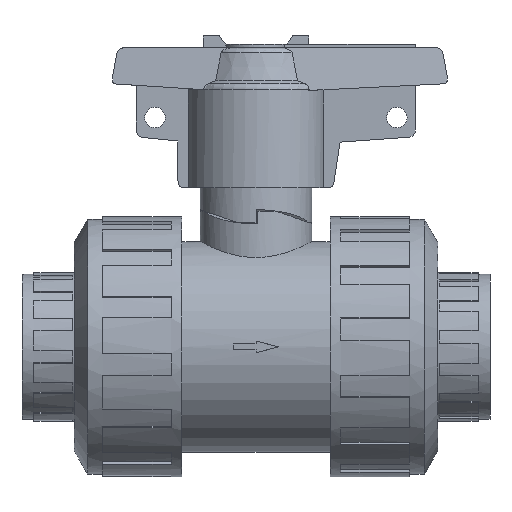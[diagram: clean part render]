
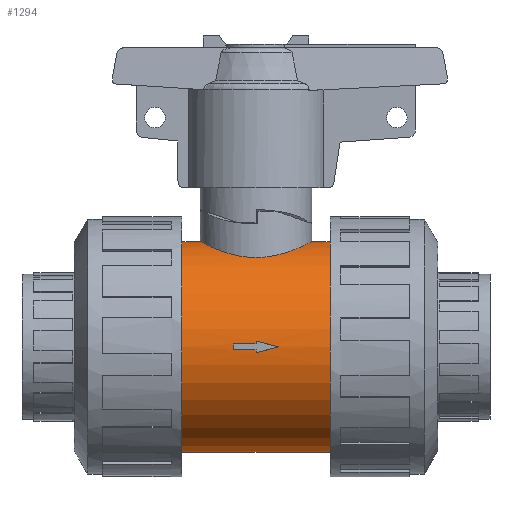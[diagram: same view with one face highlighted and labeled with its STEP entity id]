
A CAD part, front view. The second image highlights one B-rep face of the part: STEP entity #1294.
In plain terms, the highlighted cylindrical face has radius 28.35 mm (diameter 56.7 mm), a partial arc.
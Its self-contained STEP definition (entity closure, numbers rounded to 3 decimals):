
#1294=ADVANCED_FACE('',(#2614,#2615),#2616,.T.);
#2614=FACE_OUTER_BOUND('',#3941,.T.);
#2615=FACE_BOUND('',#3942,.T.);
#2616=CYLINDRICAL_SURFACE('',#3943,28.35);
#3941=EDGE_LOOP('',(#8020,#8021,#8022,#8023,#8024,#8025,#8026));
#3942=EDGE_LOOP('',(#8027,#8028,#8029,#8030,#8031,#8032,#8033));
#3943=AXIS2_PLACEMENT_3D('',#8034,#8035,#8036);
#8020=ORIENTED_EDGE('',*,*,#8169,.T.);
#8021=ORIENTED_EDGE('',*,*,#9765,.T.);
#8022=ORIENTED_EDGE('',*,*,#8172,.T.);
#8023=ORIENTED_EDGE('',*,*,#9766,.T.);
#8024=ORIENTED_EDGE('',*,*,#9767,.T.);
#8025=ORIENTED_EDGE('',*,*,#8171,.T.);
#8026=ORIENTED_EDGE('',*,*,#9768,.T.);
#8027=ORIENTED_EDGE('',*,*,#9749,.T.);
#8028=ORIENTED_EDGE('',*,*,#9738,.T.);
#8029=ORIENTED_EDGE('',*,*,#9727,.T.);
#8030=ORIENTED_EDGE('',*,*,#9714,.T.);
#8031=ORIENTED_EDGE('',*,*,#9719,.T.);
#8032=ORIENTED_EDGE('',*,*,#9731,.T.);
#8033=ORIENTED_EDGE('',*,*,#9742,.T.);
#8034=CARTESIAN_POINT('',(0.0,0.0,0.0));
#8035=DIRECTION('',(1.0,0.0,0.0));
#8036=DIRECTION('',(0.0,0.0,-1.0));
#8169=EDGE_CURVE('',#9842,#9843,#9844,.T.);
#8171=EDGE_CURVE('',#9810,#9845,#9847,.T.);
#8172=EDGE_CURVE('',#9848,#9807,#9849,.T.);
#9714=EDGE_CURVE('',#12142,#12143,#12144,.T.);
#9719=EDGE_CURVE('',#12143,#12151,#12152,.T.);
#9727=EDGE_CURVE('',#12163,#12142,#12164,.T.);
#9731=EDGE_CURVE('',#12151,#12169,#12170,.T.);
#9738=EDGE_CURVE('',#12179,#12163,#12180,.T.);
#9742=EDGE_CURVE('',#12169,#12185,#12186,.T.);
#9749=EDGE_CURVE('',#12185,#12179,#12195,.T.);
#9765=EDGE_CURVE('',#9843,#9848,#12214,.T.);
#9766=EDGE_CURVE('',#9807,#12215,#12216,.T.);
#9767=EDGE_CURVE('',#12215,#9810,#12217,.T.);
#9768=EDGE_CURVE('',#9845,#9842,#12218,.T.);
#9807=VERTEX_POINT('',#12262);
#9810=VERTEX_POINT('',#12266);
#9842=VERTEX_POINT('',#12340);
#9843=VERTEX_POINT('',#12341);
#9844=LINE('',#12342,#12343);
#9845=VERTEX_POINT('',#12344);
#9847=LINE('',#12346,#12347);
#9848=VERTEX_POINT('',#12348);
#9849=LINE('',#12349,#12350);
#12142=VERTEX_POINT('',#15924);
#12143=VERTEX_POINT('',#15925);
#12144=LINE('',#15926,#15927);
#12151=VERTEX_POINT('',#15937);
#12152=CIRCLE('',#15938,28.35);
#12163=VERTEX_POINT('',#15954);
#12164=CIRCLE('',#15955,28.35);
#12169=VERTEX_POINT('',#15962);
#12170=ELLIPSE('',#15963,111.34,28.35);
#12179=VERTEX_POINT('',#15976);
#12180=LINE('',#15977,#15978);
#12185=VERTEX_POINT('',#15985);
#12186=ELLIPSE('',#15986,111.34,28.35);
#12195=CIRCLE('',#15999,28.35);
#12214=CIRCLE('',#16026,28.35);
#12215=VERTEX_POINT('',#16027);
#12216=B_SPLINE_CURVE_WITH_KNOTS('',3,(#16028,#16029,#16030,#16031,#16032,#16033,#16034,#16035,#16036,#16037,#16038,#16039,#16040,#16041,#16042,#16043,#16044,#16045,#16046,#16047),.UNSPECIFIED.,.F.,.F.,(4,2,2,2,2,2,2,2,2,4),(69.337,72.221,75.105,77.989,80.873,83.767,86.661,89.555,91.002,92.449),.UNSPECIFIED.);
#12217=B_SPLINE_CURVE_WITH_KNOTS('',3,(#16048,#16049,#16050,#16051,#16052,#16053,#16054,#16055,#16056,#16057,#16058,#16059,#16060,#16061,#16062,#16063,#16064,#16065,#16066,#16067),.UNSPECIFIED.,.F.,.F.,(4,2,2,2,2,2,2,2,2,4),(0.0,1.447,2.894,5.788,8.682,11.577,14.461,17.344,20.228,23.112),.UNSPECIFIED.);
#12218=CIRCLE('',#16068,28.35);
#12262=CARTESIAN_POINT('',(14.99,0.,28.35));
#12266=CARTESIAN_POINT('',(-14.99,0.,28.35));
#12340=CARTESIAN_POINT('',(-19.941,0.,-28.35));
#12341=CARTESIAN_POINT('',(19.941,0.,-28.35));
#12342=CARTESIAN_POINT('',(0.0,0.,-28.35));
#12343=VECTOR('',#16144,1.0);
#12344=CARTESIAN_POINT('',(-19.941,0.,28.35));
#12346=CARTESIAN_POINT('',(0.0,0.,28.35));
#12347=VECTOR('',#16148,1.0);
#12348=CARTESIAN_POINT('',(19.941,0.,28.35));
#12349=CARTESIAN_POINT('',(0.0,0.,28.35));
#12350=VECTOR('',#16149,1.0);
#15924=CARTESIAN_POINT('',(-5.968,-28.339,0.786));
#15925=CARTESIAN_POINT('',(0.0,-28.339,0.786));
#15926=CARTESIAN_POINT('',(-2.984,-28.339,0.786));
#15927=VECTOR('',#18027,1.0);
#15937=CARTESIAN_POINT('',(0.0,-28.306,1.571));
#15938=AXIS2_PLACEMENT_3D('',#18031,#18032,#18033);
#15954=CARTESIAN_POINT('',(-5.968,-28.339,-0.786));
#15955=AXIS2_PLACEMENT_3D('',#18039,#18040,#18041);
#15962=CARTESIAN_POINT('',(5.968,-28.35,0.0));
#15963=AXIS2_PLACEMENT_3D('',#18044,#18045,#18046);
#15976=CARTESIAN_POINT('',(0.0,-28.339,-0.786));
#15977=CARTESIAN_POINT('',(-2.984,-28.339,-0.786));
#15978=VECTOR('',#18051,1.0);
#15985=CARTESIAN_POINT('',(0.0,-28.306,-1.571));
#15986=AXIS2_PLACEMENT_3D('',#18054,#18055,#18056);
#15999=AXIS2_PLACEMENT_3D('',#18061,#18062,#18063);
#16026=AXIS2_PLACEMENT_3D('',#18072,#18073,#18074);
#16027=CARTESIAN_POINT('',(0.0,-14.99,24.063));
#16028=CARTESIAN_POINT('',(14.99,0.,28.35));
#16029=CARTESIAN_POINT('',(14.99,-0.961,28.35));
#16030=CARTESIAN_POINT('',(14.896,-1.95,28.3));
#16031=CARTESIAN_POINT('',(14.507,-3.903,28.097));
#16032=CARTESIAN_POINT('',(14.212,-4.869,27.945));
#16033=CARTESIAN_POINT('',(13.441,-6.711,27.56));
#16034=CARTESIAN_POINT('',(12.964,-7.589,27.329));
#16035=CARTESIAN_POINT('',(11.87,-9.206,26.827));
#16036=CARTESIAN_POINT('',(11.253,-9.946,26.557));
#16037=CARTESIAN_POINT('',(9.944,-11.256,26.03));
#16038=CARTESIAN_POINT('',(9.203,-11.873,25.751));
#16039=CARTESIAN_POINT('',(7.586,-12.966,25.219));
#16040=CARTESIAN_POINT('',(6.709,-13.442,24.965));
#16041=CARTESIAN_POINT('',(4.871,-14.211,24.535));
#16042=CARTESIAN_POINT('',(3.907,-14.506,24.359));
#16043=CARTESIAN_POINT('',(2.442,-14.798,24.182));
#16044=CARTESIAN_POINT('',(1.951,-14.871,24.137));
#16045=CARTESIAN_POINT('',(0.971,-14.967,24.077));
#16046=CARTESIAN_POINT('',(0.482,-14.99,24.063));
#16047=CARTESIAN_POINT('',(0.0,-14.99,24.063));
#16048=CARTESIAN_POINT('',(0.0,-14.99,24.063));
#16049=CARTESIAN_POINT('',(-0.482,-14.99,24.063));
#16050=CARTESIAN_POINT('',(-0.971,-14.967,24.077));
#16051=CARTESIAN_POINT('',(-1.951,-14.871,24.137));
#16052=CARTESIAN_POINT('',(-2.442,-14.798,24.182));
#16053=CARTESIAN_POINT('',(-3.907,-14.506,24.359));
#16054=CARTESIAN_POINT('',(-4.871,-14.211,24.535));
#16055=CARTESIAN_POINT('',(-6.709,-13.442,24.965));
#16056=CARTESIAN_POINT('',(-7.586,-12.966,25.219));
#16057=CARTESIAN_POINT('',(-9.203,-11.873,25.751));
#16058=CARTESIAN_POINT('',(-9.944,-11.256,26.03));
#16059=CARTESIAN_POINT('',(-11.253,-9.946,26.557));
#16060=CARTESIAN_POINT('',(-11.87,-9.206,26.827));
#16061=CARTESIAN_POINT('',(-12.964,-7.589,27.329));
#16062=CARTESIAN_POINT('',(-13.441,-6.711,27.56));
#16063=CARTESIAN_POINT('',(-14.212,-4.869,27.945));
#16064=CARTESIAN_POINT('',(-14.507,-3.903,28.097));
#16065=CARTESIAN_POINT('',(-14.896,-1.95,28.3));
#16066=CARTESIAN_POINT('',(-14.99,-0.961,28.35));
#16067=CARTESIAN_POINT('',(-14.99,0.,28.35));
#16068=AXIS2_PLACEMENT_3D('',#18075,#18076,#18077);
#16144=DIRECTION('',(1.0,0.0,0.0));
#16148=DIRECTION('',(-1.0,-0.0,-0.0));
#16149=DIRECTION('',(-1.0,-0.0,-0.0));
#18027=DIRECTION('',(1.0,0.0,0.0));
#18031=CARTESIAN_POINT('',(0.0,0.0,0.0));
#18032=DIRECTION('',(-1.0,0.0,0.0));
#18033=DIRECTION('',(0.0,0.0,-1.0));
#18039=CARTESIAN_POINT('',(-5.968,0.0,0.0));
#18040=DIRECTION('',(-1.0,0.0,0.0));
#18041=DIRECTION('',(0.0,0.0,-1.0));
#18044=CARTESIAN_POINT('',(5.968,0.0,0.0));
#18045=DIRECTION('',(0.255,-0.0,0.967));
#18046=DIRECTION('',(0.967,0.0,-0.255));
#18051=DIRECTION('',(-1.0,-0.0,-0.0));
#18054=CARTESIAN_POINT('',(5.968,0.0,0.0));
#18055=DIRECTION('',(0.255,0.0,-0.967));
#18056=DIRECTION('',(-0.967,0.0,-0.255));
#18061=CARTESIAN_POINT('',(0.0,0.0,0.0));
#18062=DIRECTION('',(-1.0,0.0,0.0));
#18063=DIRECTION('',(0.0,0.0,-1.0));
#18072=CARTESIAN_POINT('',(19.941,0.0,0.0));
#18073=DIRECTION('',(-1.0,0.0,0.0));
#18074=DIRECTION('',(0.0,0.0,-1.0));
#18075=CARTESIAN_POINT('',(-19.941,0.0,0.0));
#18076=DIRECTION('',(1.0,0.0,0.0));
#18077=DIRECTION('',(0.0,0.0,-1.0));
